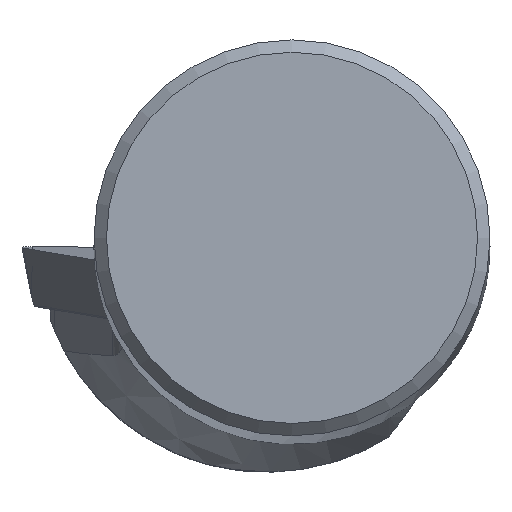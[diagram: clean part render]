
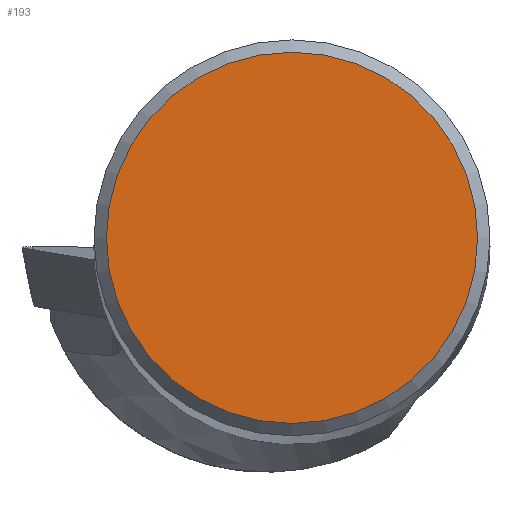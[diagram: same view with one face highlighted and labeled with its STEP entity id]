
A CAD part, top view. The second image highlights one B-rep face of the part: STEP entity #193.
In plain terms, the highlighted planar face has unit normal (0, 0, 1).
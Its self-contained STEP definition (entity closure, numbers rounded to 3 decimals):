
#151=FACE_OUTER_BOUND('',#402,.T.);
#193=ADVANCED_FACE('',(#151),#222,.T.);
#222=PLANE('',#967);
#402=EDGE_LOOP('',(#540));
#540=ORIENTED_EDGE('',*,*,#789,.T.);
#698=VERTEX_POINT('',#1578);
#789=EDGE_CURVE('',#698,#698,#834,.T.);
#834=CIRCLE('',#965,7.493);
#965=AXIS2_PLACEMENT_3D('',#1577,#1148,#1149);
#967=AXIS2_PLACEMENT_3D('',#1580,#1152,#1153);
#1148=DIRECTION('',(0.,0.,1.));
#1149=DIRECTION('',(1.,0.,0.));
#1152=DIRECTION('',(0.,0.,1.));
#1153=DIRECTION('',(1.,0.,0.));
#1577=CARTESIAN_POINT('',(0.,0.,0.));
#1578=CARTESIAN_POINT('',(7.493,0.,0.));
#1580=CARTESIAN_POINT('',(0.,0.,
0.));
